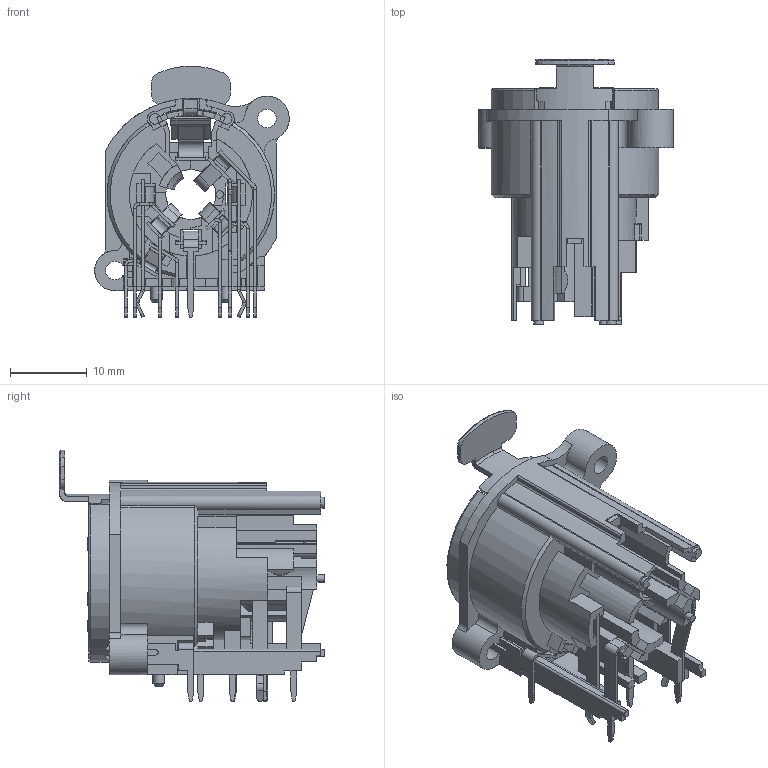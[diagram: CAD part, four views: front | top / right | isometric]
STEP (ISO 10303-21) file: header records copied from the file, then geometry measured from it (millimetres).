
FILE_DESCRIPTION((''),'2;1');
FILE_NAME('ACJC10AH.stp','2014-06-27T15:40:59',('thien'),(''),'Autodesk Inventor 2012','Autodesk Inventor 2012','');
FILE_SCHEMA(('AUTOMOTIVE_DESIGN { 1 0 10303 214 1 1 1 1 }'));
Length unit declared in the file: millimetre
Products named in the file (2): Design Assy horizontal (SubstituteLevelofDetail1); Design Assy horizontal_Substitute_1
Assembly tree (1 placements, depth 2):
  Design Assy horizontal (SubstituteLevelofDetail1)
    Design Assy horizontal_Substitute_1
Bounding box: 25.3 x 34.49 x 32.69 mm (x, y, z)
Volume: 5005.4 mm3; surface area: 9792 mm2
Topology: 1 solids, 1 shells, 1330 faces, 3769 edges, 2392 vertices
Faces by surface type: plane 992, cylinder 206, bspline 97, cone 21, torus 14
Full cylindrical faces by diameter (mm): 1 x1, 1.5 x2, 2.4 x1, 6.5 x1
Entity records: 44895 total; most frequent: CARTESIAN_POINT 9568, ORIENTED_EDGE 7520, DIRECTION 6526, EDGE_CURVE 3760, VECTOR 2950, LINE 2950, VERTEX_POINT 2390, AXIS2_PLACEMENT_3D 1788
